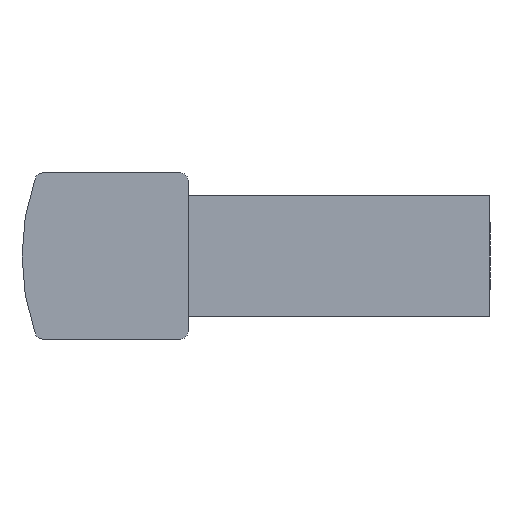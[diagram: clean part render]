
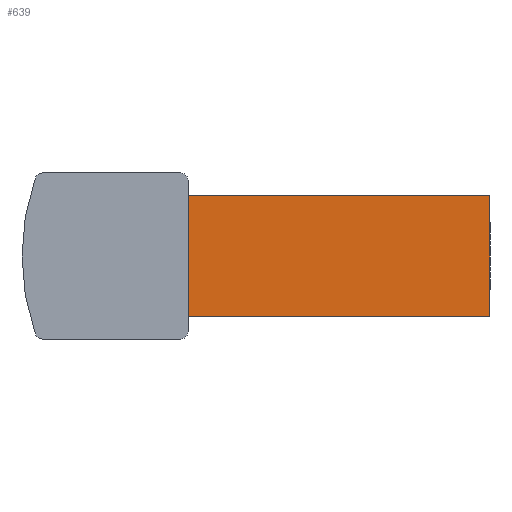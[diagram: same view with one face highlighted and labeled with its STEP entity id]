
A CAD part, left-side view. The second image highlights one B-rep face of the part: STEP entity #639.
In plain terms, the highlighted planar face has unit normal (-1, 0, 0).
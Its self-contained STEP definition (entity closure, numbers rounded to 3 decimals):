
#2 = VERTEX_POINT ( 'NONE', #805 ) ;
#19 = DIRECTION ( 'NONE',  ( 0., 1., 0. ) ) ;
#27 = VERTEX_POINT ( 'NONE', #791 ) ;
#51 = DIRECTION ( 'NONE',  ( 0., 0., -1. ) ) ;
#56 = LINE ( 'NONE', #192, #411 ) ;
#68 = CARTESIAN_POINT ( 'NONE',  ( -193., 0., -4. ) ) ;
#82 = EDGE_CURVE ( 'NONE', #816, #2, #56, .T. ) ;
#83 = VECTOR ( 'NONE', #912, 1000. ) ;
#84 = LINE ( 'NONE', #586, #242 ) ;
#109 = ORIENTED_EDGE ( 'NONE', *, *, #493, .T. ) ;
#150 = CARTESIAN_POINT ( 'NONE',  ( -193., -40.792, -4. ) ) ;
#192 = CARTESIAN_POINT ( 'NONE',  ( -193., -40.792, 4. ) ) ;
#226 = VECTOR ( 'NONE', #19, 1000. ) ;
#242 = VECTOR ( 'NONE', #313, 1000. ) ;
#272 = DIRECTION ( 'NONE',  ( 0., 1., 0. ) ) ;
#313 = DIRECTION ( 'NONE',  ( 0., 0., -1. ) ) ;
#319 = CARTESIAN_POINT ( 'NONE',  ( -193., 0., 4. ) ) ;
#358 = CARTESIAN_POINT ( 'NONE',  ( -193., -40.792, 4. ) ) ;
#396 = EDGE_CURVE ( 'NONE', #700, #816, #691, .T. ) ;
#411 = VECTOR ( 'NONE', #272, 1000. ) ;
#462 = EDGE_CURVE ( 'NONE', #700, #27, #821, .T. ) ;
#493 = EDGE_CURVE ( 'NONE', #2, #27, #84, .T. ) ;
#523 = AXIS2_PLACEMENT_3D ( 'NONE', #358, #804, #51 ) ;
#538 = ORIENTED_EDGE ( 'NONE', *, *, #462, .F. ) ;
#557 = CARTESIAN_POINT ( 'NONE',  ( -193., 0., 4. ) ) ;
#586 = CARTESIAN_POINT ( 'NONE',  ( -193., 19.999, 4. ) ) ;
#639 = ADVANCED_FACE ( 'NONE', ( #724 ), #877, .F. ) ;
#691 = LINE ( 'NONE', #557, #83 ) ;
#700 = VERTEX_POINT ( 'NONE', #68 ) ;
#724 = FACE_OUTER_BOUND ( 'NONE', #910, .T. ) ;
#791 = CARTESIAN_POINT ( 'NONE',  ( -193., 19.999, -4. ) ) ;
#804 = DIRECTION ( 'NONE',  ( 1., 0., 0. ) ) ;
#805 = CARTESIAN_POINT ( 'NONE',  ( -193., 19.999, 4. ) ) ;
#816 = VERTEX_POINT ( 'NONE', #319 ) ;
#821 = LINE ( 'NONE', #150, #226 ) ;
#838 = ORIENTED_EDGE ( 'NONE', *, *, #82, .T. ) ;
#877 = PLANE ( 'NONE',  #523 ) ;
#904 = ORIENTED_EDGE ( 'NONE', *, *, #396, .T. ) ;
#910 = EDGE_LOOP ( 'NONE', ( #538, #904, #838, #109 ) ) ;
#912 = DIRECTION ( 'NONE',  ( 0., 0., 1. ) ) ;
